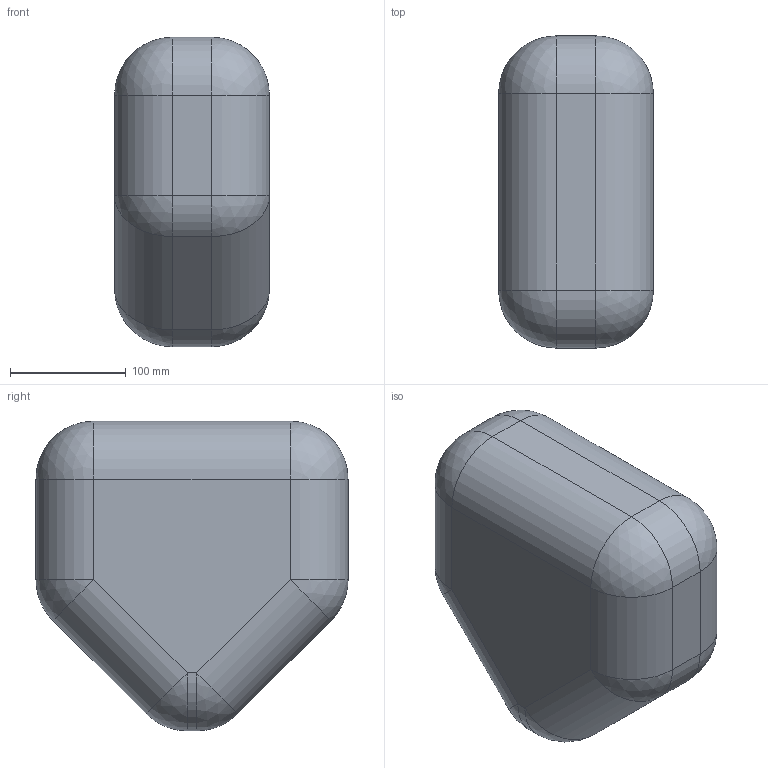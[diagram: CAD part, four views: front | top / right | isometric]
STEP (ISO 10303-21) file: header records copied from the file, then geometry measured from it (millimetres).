
FILE_DESCRIPTION((''),'2;1');
FILE_NAME('PEL','2019-07-19T12:28:31',('joelb'),(''),'CREO PARAMETRIC BY PTC INC, 2017260','CREO PARAMETRIC BY PTC INC, 2017260','');
FILE_SCHEMA(('CONFIG_CONTROL_DESIGN'));
Length unit declared in the file: metre
Products named in the file (1): PEL
Bounding box: 133.9 x 270 x 267.8 mm (x, y, z)
Volume: 7003837.4 mm3; surface area: 197056.6 mm2
Topology: 1 solids, 1 shells, 38 faces, 72 edges, 36 vertices
Faces by surface type: cylinder 18, sphere 12, plane 8
Entity records: 962 total; most frequent: DIRECTION 184, CARTESIAN_POINT 146, ORIENTED_EDGE 144, AXIS2_PLACEMENT_3D 74, EDGE_CURVE 72, EDGE_LOOP 38, FACE_OUTER_BOUND 38, ADVANCED_FACE 38
